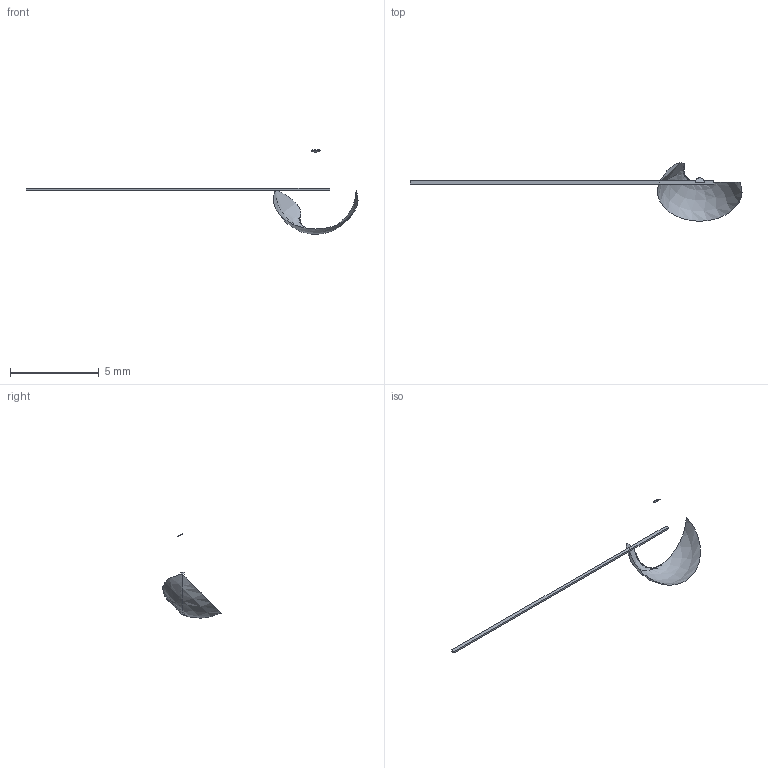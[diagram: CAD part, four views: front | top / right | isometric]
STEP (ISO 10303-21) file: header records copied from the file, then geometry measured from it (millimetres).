
FILE_DESCRIPTION(('Open CASCADE Model'),'2;1');
FILE_NAME('Open CASCADE Shape Model','2025-07-21T21:48:21',('Author'),( 'Open CASCADE'),'Open CASCADE STEP processor 7.7','Open CASCADE 7.7' ,'Unknown');
FILE_SCHEMA(('AUTOMOTIVE_DESIGN { 1 0 10303 214 1 1 1 1 }'));
Length unit declared in the file: millimetre
Products named in the file (3): Open CASCADE STEP translator 7.7 1; Open CASCADE STEP translator 7.7 1.1; Open CASCADE STEP translator 7.7 1.2
Assembly tree (2 placements, depth 2):
  Open CASCADE STEP translator 7.7 1
    Open CASCADE STEP translator 7.7 1.1
    Open CASCADE STEP translator 7.7 1.2
Bounding box: 18.72 x 3.29 x 4.75 mm (x, y, z)
Volume: 2 mm3
Topology: 2 solids, 2 shells, 14 faces, 37 edges, 23 vertices
Faces by surface type: plane 10, revolution 4
Entity records: 1238 total; most frequent: CARTESIAN_POINT 482, DIRECTION 118, ORIENTED_EDGE 76, PCURVE 76, DEFINITIONAL_REPRESENTATION 76, LINE 64, VECTOR 64, B_SPLINE_CURVE_WITH_KNOTS 42
